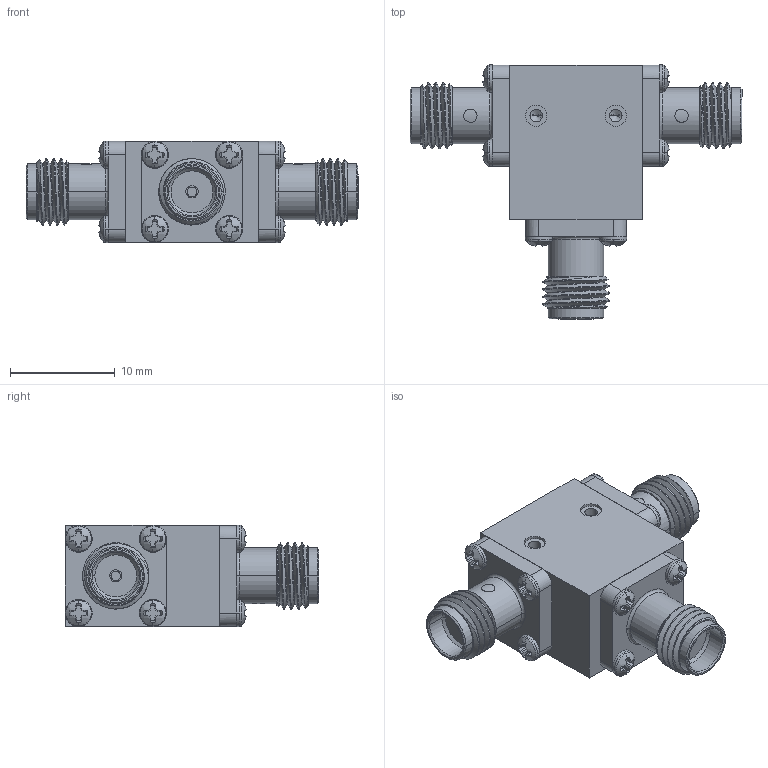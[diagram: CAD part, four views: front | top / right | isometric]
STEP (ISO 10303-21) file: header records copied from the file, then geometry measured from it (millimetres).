
FILE_DESCRIPTION (( 'STEP AP203' ), '1' );
FILE_NAME ('PE8433.step', '2019-05-09T23:51:11', ( '' ), ( '' ), 'SwSTEP 2.0', 'SolidWorks 2018', '' );
FILE_SCHEMA (( 'CONFIG_CONTROL_DESIGN' ));
Length unit declared in the file: inch
Products named in the file (1): PE8433
Bounding box: 31.75 x 24.28 x 9.73 mm (x, y, z)
Volume: 2695.5 mm3; surface area: 2523.8 mm2
Topology: 4 solids, 4 shells, 787 faces, 2095 edges, 1367 vertices
Faces by surface type: plane 399, bspline 139, cylinder 139, cone 104, torus 6
Entity records: 32550 total; most frequent: CARTESIAN_POINT 14291, ORIENTED_EDGE 4174, DIRECTION 3196, EDGE_CURVE 2087, VERTEX_POINT 1367, AXIS2_PLACEMENT_3D 1107, LINE 982, VECTOR 982
